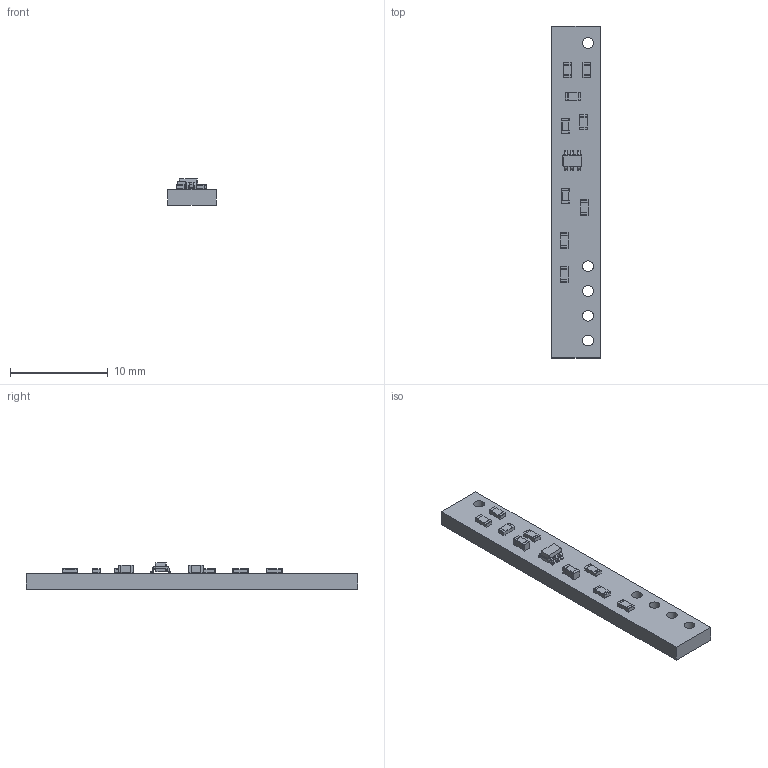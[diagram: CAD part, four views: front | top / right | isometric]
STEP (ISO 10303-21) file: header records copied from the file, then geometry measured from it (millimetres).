
FILE_DESCRIPTION(('KiCad electronic assembly'),'2;1');
FILE_NAME('bidir_5V.step','2024-11-22T23:48:59',('Pcbnew'),('Kicad'), 'Open CASCADE STEP processor 7.8','KiCad to STEP converter','Unknown' );
FILE_SCHEMA(('AUTOMOTIVE_DESIGN { 1 0 10303 214 1 1 1 1 }'));
Length unit declared in the file: millimetre
Products named in the file (8): bidir_5V 1; R_0603_1608Metric; SOT-363_SC-70-6; SOT_363_SC_70_6; C_0603_1608Metric; BIDIR-5V_PCB
Assembly tree (14 placements, depth 3):
  bidir_5V 1
    R_0603_1608Metric  x7
      R_0603_1608Metric
    SOT-363_SC-70-6
      SOT_363_SC_70_6
    C_0603_1608Metric  x2
      C_0603_1608Metric
    BIDIR-5V_PCB
Bounding box: 5 x 34 x 2.72 mm (x, y, z)
Volume: 275.7 mm3; surface area: 544.4 mm2
Topology: 11 solids, 11 shells, 367 faces, 935 edges, 594 vertices
Faces by surface type: plane 228, cylinder 109, bspline 30
Full cylindrical faces by diameter (mm): 1.1 x5
Entity records: 6731 total; most frequent: CARTESIAN_POINT 1057, ORIENTED_EDGE 910, DIRECTION 857, EDGE_CURVE 455, LINE 325, VECTOR 325, VERTEX_POINT 282, AXIS2_PLACEMENT_3D 266
